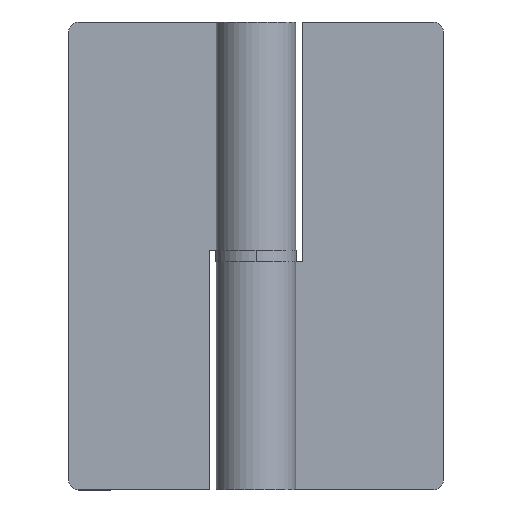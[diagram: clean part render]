
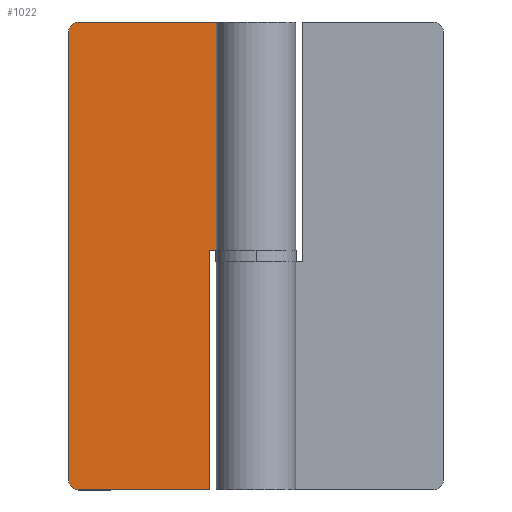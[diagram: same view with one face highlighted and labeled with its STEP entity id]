
A CAD part, top view. The second image highlights one B-rep face of the part: STEP entity #1022.
In plain terms, the highlighted planar face has unit normal (0, 0, 1).
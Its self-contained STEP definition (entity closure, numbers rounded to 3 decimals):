
#47 = VECTOR ( 'NONE', #49, 1000. ) ;
#49 = DIRECTION ( 'NONE',  ( 1., 0., 0. ) ) ;
#61 = CARTESIAN_POINT ( 'NONE',  ( -200., -20., -9. ) ) ;
#62 = LINE ( 'NONE', #61, #47 ) ;
#70 = CARTESIAN_POINT ( 'NONE',  ( 0., -20., -9. ) ) ;
#84 = FACE_OUTER_BOUND ( 'NONE', #887, .T. ) ;
#110 = DIRECTION ( 'NONE',  ( 0., -1., 0. ) ) ;
#111 = DIRECTION ( 'NONE',  ( 0., 0., 1. ) ) ;
#112 = CARTESIAN_POINT ( 'NONE',  ( -200., -80., -9. ) ) ;
#113 = AXIS2_PLACEMENT_3D ( 'NONE', #112, #111, #110 ) ;
#114 = PLANE ( 'NONE',  #113 ) ;
#121 = DIRECTION ( 'NONE',  ( 0., -1., 0. ) ) ;
#122 = CARTESIAN_POINT ( 'NONE',  ( -102.5, -80., -9. ) ) ;
#123 = CARTESIAN_POINT ( 'NONE',  ( -200., -76., -9. ) ) ;
#128 = VECTOR ( 'NONE', #182, 1000. ) ;
#133 = CARTESIAN_POINT ( 'NONE',  ( -200., -80., -9. ) ) ;
#153 = CARTESIAN_POINT ( 'NONE',  ( -102.5, -20., -9. ) ) ;
#171 = LINE ( 'NONE', #133, #128 ) ;
#172 = CARTESIAN_POINT ( 'NONE',  ( -4., -76., -9. ) ) ;
#173 = CARTESIAN_POINT ( 'NONE',  ( 0., -76., -9. ) ) ;
#180 = DIRECTION ( 'NONE',  ( 0., -1., 0. ) ) ;
#181 = VECTOR ( 'NONE', #180, 1000. ) ;
#182 = DIRECTION ( 'NONE',  ( 0., -1., 0. ) ) ;
#187 = DIRECTION ( 'NONE',  ( 0., -1., 0. ) ) ;
#188 = DIRECTION ( 'NONE',  ( 0., 0., 1. ) ) ;
#189 = AXIS2_PLACEMENT_3D ( 'NONE', #172, #188, #187 ) ;
#190 = CIRCLE ( 'NONE', #189, 4. ) ;
#191 = VECTOR ( 'NONE', #121, 1000. ) ;
#203 = CARTESIAN_POINT ( 'NONE',  ( 0., -80., -9. ) ) ;
#204 = LINE ( 'NONE', #203, #181 ) ;
#206 = LINE ( 'NONE', #122, #191 ) ;
#208 = CARTESIAN_POINT ( 'NONE',  ( -196., -76., -9. ) ) ;
#214 = DIRECTION ( 'NONE',  ( 0., -1., 0. ) ) ;
#215 = DIRECTION ( 'NONE',  ( 0., 0., 1. ) ) ;
#220 = AXIS2_PLACEMENT_3D ( 'NONE', #208, #215, #214 ) ;
#221 = CIRCLE ( 'NONE', #220, 4. ) ;
#841 = VERTEX_POINT ( 'NONE', #1184 ) ;
#847 = VERTEX_POINT ( 'NONE', #1339 ) ;
#849 = EDGE_CURVE ( 'NONE', #847, #841, #1312, .T. ) ;
#879 = EDGE_CURVE ( 'NONE', #880, #881, #1331, .T. ) ;
#880 = VERTEX_POINT ( 'NONE', #1322 ) ;
#881 = VERTEX_POINT ( 'NONE', #1321 ) ;
#887 = EDGE_LOOP ( 'NONE', ( #1023, #1026, #1027, #1030, #1032, #1033, #1050, #971 ) ) ;
#970 = VERTEX_POINT ( 'NONE', #70 ) ;
#971 = ORIENTED_EDGE ( 'NONE', *, *, #972, .F. ) ;
#972 = EDGE_CURVE ( 'NONE', #1025, #970, #62, .T. ) ;
#1022 = ADVANCED_FACE ( 'NONE', ( #84 ), #114, .T. ) ;
#1023 = ORIENTED_EDGE ( 'NONE', *, *, #1024, .F. ) ;
#1024 = EDGE_CURVE ( 'NONE', #841, #1025, #206, .T. ) ;
#1025 = VERTEX_POINT ( 'NONE', #153 ) ;
#1026 = ORIENTED_EDGE ( 'NONE', *, *, #849, .F. ) ;
#1027 = ORIENTED_EDGE ( 'NONE', *, *, #1028, .T. ) ;
#1028 = EDGE_CURVE ( 'NONE', #847, #1029, #171, .T. ) ;
#1029 = VERTEX_POINT ( 'NONE', #123 ) ;
#1030 = ORIENTED_EDGE ( 'NONE', *, *, #1031, .T. ) ;
#1031 = EDGE_CURVE ( 'NONE', #1029, #880, #221, .T. ) ;
#1032 = ORIENTED_EDGE ( 'NONE', *, *, #879, .T. ) ;
#1033 = ORIENTED_EDGE ( 'NONE', *, *, #1034, .T. ) ;
#1034 = EDGE_CURVE ( 'NONE', #881, #1035, #190, .T. ) ;
#1035 = VERTEX_POINT ( 'NONE', #173 ) ;
#1050 = ORIENTED_EDGE ( 'NONE', *, *, #1051, .F. ) ;
#1051 = EDGE_CURVE ( 'NONE', #970, #1035, #204, .T. ) ;
#1184 = CARTESIAN_POINT ( 'NONE',  ( -102.5, -14.422, -9. ) ) ;
#1309 = DIRECTION ( 'NONE',  ( 1., 0., 0. ) ) ;
#1310 = VECTOR ( 'NONE', #1309, 1000. ) ;
#1311 = CARTESIAN_POINT ( 'NONE',  ( -200., -14.422, -9. ) ) ;
#1312 = LINE ( 'NONE', #1311, #1310 ) ;
#1321 = CARTESIAN_POINT ( 'NONE',  ( -4., -80., -9. ) ) ;
#1322 = CARTESIAN_POINT ( 'NONE',  ( -196., -80., -9. ) ) ;
#1323 = DIRECTION ( 'NONE',  ( 1., 0., 0. ) ) ;
#1324 = VECTOR ( 'NONE', #1323, 1000. ) ;
#1325 = CARTESIAN_POINT ( 'NONE',  ( -200., -80., -9. ) ) ;
#1331 = LINE ( 'NONE', #1325, #1324 ) ;
#1339 = CARTESIAN_POINT ( 'NONE',  ( -200., -14.422, -9. ) ) ;
